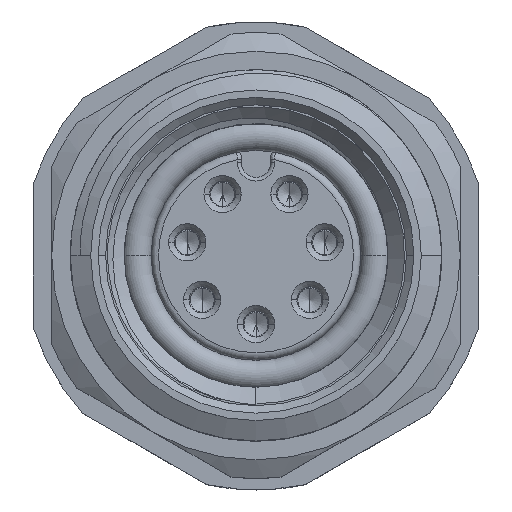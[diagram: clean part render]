
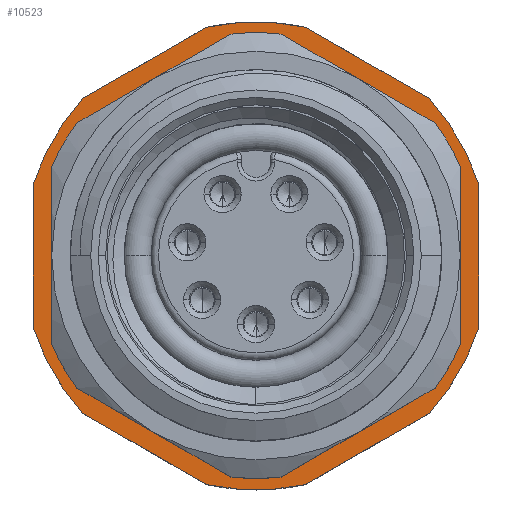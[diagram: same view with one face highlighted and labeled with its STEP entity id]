
A CAD part, top view. The second image highlights one B-rep face of the part: STEP entity #10523.
In plain terms, the highlighted planar face has unit normal (0, 0, 1).
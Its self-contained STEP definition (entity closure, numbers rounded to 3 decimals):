
#6189=CARTESIAN_POINT('',(0.,0.,-3.8));
#6190=DIRECTION('',(0.,0.,-1.));
#6191=DIRECTION('',(-0.212,0.977,0.));
#6192=AXIS2_PLACEMENT_3D('',#6189,#6190,#6191);
#6194=DIRECTION('',(0.866,-0.5,0.));
#6195=VECTOR('',#6194,3.842);
#6196=CARTESIAN_POINT('',(1.336,6.157,-3.8));
#6197=LINE('',#6196,#6195);
#6198=CARTESIAN_POINT('',(0.,0.,-3.8));
#6199=DIRECTION('',(0.,0.,-1.));
#6200=DIRECTION('',(0.74,0.672,0.));
#6201=AXIS2_PLACEMENT_3D('',#6198,#6199,#6200);
#6203=DIRECTION('',(0.,-1.,0.));
#6204=VECTOR('',#6203,3.842);
#6205=CARTESIAN_POINT('',(6.,1.921,-3.8));
#6206=LINE('',#6205,#6204);
#6207=CARTESIAN_POINT('',(0.,0.,-3.8));
#6208=DIRECTION('',(0.,0.,-1.));
#6209=DIRECTION('',(0.952,-0.305,0.));
#6210=AXIS2_PLACEMENT_3D('',#6207,#6208,#6209);
#6212=DIRECTION('',(-0.866,-0.5,0.));
#6213=VECTOR('',#6212,3.842);
#6214=CARTESIAN_POINT('',(4.664,-4.236,-3.8));
#6215=LINE('',#6214,#6213);
#6216=CARTESIAN_POINT('',(0.,0.,-3.8));
#6217=DIRECTION('',(0.,0.,-1.));
#6218=DIRECTION('',(0.212,-0.977,0.));
#6219=AXIS2_PLACEMENT_3D('',#6216,#6217,#6218);
#6221=DIRECTION('',(-0.866,0.5,0.));
#6222=VECTOR('',#6221,3.842);
#6223=CARTESIAN_POINT('',(-1.336,-6.157,-3.8));
#6224=LINE('',#6223,#6222);
#6225=CARTESIAN_POINT('',(0.,0.,-3.8));
#6226=DIRECTION('',(0.,0.,-1.));
#6227=DIRECTION('',(-0.74,-0.672,0.));
#6228=AXIS2_PLACEMENT_3D('',#6225,#6226,#6227);
#6230=DIRECTION('',(0.,1.,0.));
#6231=VECTOR('',#6230,3.842);
#6232=CARTESIAN_POINT('',(-6.,-1.921,-3.8));
#6233=LINE('',#6232,#6231);
#6234=CARTESIAN_POINT('',(0.,0.,-3.8));
#6235=DIRECTION('',(0.,0.,-1.));
#6236=DIRECTION('',(-0.952,0.305,0.));
#6237=AXIS2_PLACEMENT_3D('',#6234,#6235,#6236);
#6239=DIRECTION('',(0.866,0.5,0.));
#6240=VECTOR('',#6239,3.842);
#6241=CARTESIAN_POINT('',(-4.664,4.236,-3.8));
#6242=LINE('',#6241,#6240);
#6243=CARTESIAN_POINT('',(0.,0.,-3.8));
#6244=DIRECTION('',(0.,0.,1.));
#6245=DIRECTION('',(-1.,0.,0.));
#6246=AXIS2_PLACEMENT_3D('',#6243,#6244,#6245);
#6248=CARTESIAN_POINT('',(0.,0.,-3.8));
#6249=DIRECTION('',(0.,0.,1.));
#6250=DIRECTION('',(1.,0.,0.));
#6251=AXIS2_PLACEMENT_3D('',#6248,#6249,#6250);
#9539=CARTESIAN_POINT('',(-1.336,6.157,-3.8));
#9540=CARTESIAN_POINT('',(1.336,6.157,-3.8));
#9541=VERTEX_POINT('',#9539);
#9542=VERTEX_POINT('',#9540);
#9543=CARTESIAN_POINT('',(4.664,4.236,-3.8));
#9544=VERTEX_POINT('',#9543);
#9545=CARTESIAN_POINT('',(6.,1.921,-3.8));
#9546=VERTEX_POINT('',#9545);
#9547=CARTESIAN_POINT('',(6.,-1.921,-3.8));
#9548=VERTEX_POINT('',#9547);
#9549=CARTESIAN_POINT('',(4.664,-4.236,-3.8));
#9550=VERTEX_POINT('',#9549);
#9551=CARTESIAN_POINT('',(1.336,-6.157,-3.8));
#9552=VERTEX_POINT('',#9551);
#9553=CARTESIAN_POINT('',(-1.336,-6.157,-3.8));
#9554=VERTEX_POINT('',#9553);
#9555=CARTESIAN_POINT('',(-4.664,-4.236,-3.8));
#9556=VERTEX_POINT('',#9555);
#9557=CARTESIAN_POINT('',(-6.,-1.921,-3.8));
#9558=VERTEX_POINT('',#9557);
#9559=CARTESIAN_POINT('',(-6.,1.921,-3.8));
#9560=VERTEX_POINT('',#9559);
#9561=CARTESIAN_POINT('',(-4.664,4.236,-3.8));
#9562=VERTEX_POINT('',#9561);
#9581=CARTESIAN_POINT('',(-4.7,0.,-3.8));
#9582=CARTESIAN_POINT('',(4.7,0.,-3.8));
#9583=VERTEX_POINT('',#9581);
#9584=VERTEX_POINT('',#9582);
#10486=CARTESIAN_POINT('',(0.,0.,-3.8));
#10487=DIRECTION('',(0.,0.,-1.));
#10488=DIRECTION('',(-1.,0.,0.));
#10489=AXIS2_PLACEMENT_3D('',#10486,#10487,#10488);
#10490=PLANE('',#10489);
#10492=ORIENTED_EDGE('',*,*,#10491,.T.);
#10494=ORIENTED_EDGE('',*,*,#10493,.T.);
#10496=ORIENTED_EDGE('',*,*,#10495,.T.);
#10498=ORIENTED_EDGE('',*,*,#10497,.T.);
#10500=ORIENTED_EDGE('',*,*,#10499,.T.);
#10502=ORIENTED_EDGE('',*,*,#10501,.T.);
#10504=ORIENTED_EDGE('',*,*,#10503,.T.);
#10506=ORIENTED_EDGE('',*,*,#10505,.T.);
#10508=ORIENTED_EDGE('',*,*,#10507,.T.);
#10510=ORIENTED_EDGE('',*,*,#10509,.T.);
#10512=ORIENTED_EDGE('',*,*,#10511,.T.);
#10514=ORIENTED_EDGE('',*,*,#10513,.T.);
#10515=EDGE_LOOP('',(#10492,#10494,#10496,#10498,#10500,#10502,#10504,#10506,
#10508,#10510,#10512,#10514));
#10516=FACE_OUTER_BOUND('',#10515,.F.);
#10518=ORIENTED_EDGE('',*,*,#10517,.T.);
#10520=ORIENTED_EDGE('',*,*,#10519,.T.);
#10521=EDGE_LOOP('',(#10518,#10520));
#10522=FACE_BOUND('',#10521,.F.);
#6193=CIRCLE('',#6192,6.3);
#6202=CIRCLE('',#6201,6.3);
#6211=CIRCLE('',#6210,6.3);
#6220=CIRCLE('',#6219,6.3);
#6229=CIRCLE('',#6228,6.3);
#6238=CIRCLE('',#6237,6.3);
#6247=CIRCLE('',#6246,4.7);
#6252=CIRCLE('',#6251,4.7);
#10491=EDGE_CURVE('',#9541,#9542,#6193,.T.);
#10493=EDGE_CURVE('',#9542,#9544,#6197,.T.);
#10495=EDGE_CURVE('',#9544,#9546,#6202,.T.);
#10497=EDGE_CURVE('',#9546,#9548,#6206,.T.);
#10499=EDGE_CURVE('',#9548,#9550,#6211,.T.);
#10501=EDGE_CURVE('',#9550,#9552,#6215,.T.);
#10503=EDGE_CURVE('',#9552,#9554,#6220,.T.);
#10505=EDGE_CURVE('',#9554,#9556,#6224,.T.);
#10507=EDGE_CURVE('',#9556,#9558,#6229,.T.);
#10509=EDGE_CURVE('',#9558,#9560,#6233,.T.);
#10511=EDGE_CURVE('',#9560,#9562,#6238,.T.);
#10513=EDGE_CURVE('',#9562,#9541,#6242,.T.);
#10517=EDGE_CURVE('',#9583,#9584,#6247,.T.);
#10519=EDGE_CURVE('',#9584,#9583,#6252,.T.);
#10523=ADVANCED_FACE('',(#10516,#10522),#10490,.F.);
